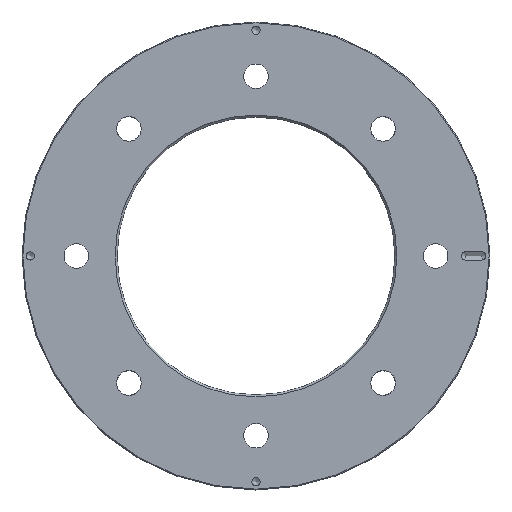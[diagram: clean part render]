
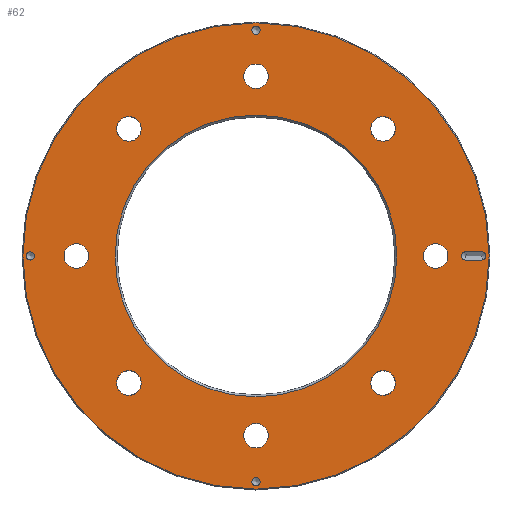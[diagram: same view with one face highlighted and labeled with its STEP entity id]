
A CAD part, top view. The second image highlights one B-rep face of the part: STEP entity #62.
In plain terms, the highlighted planar face has unit normal (0, 0, 1).
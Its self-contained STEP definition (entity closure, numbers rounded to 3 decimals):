
#62=ADVANCED_FACE('',(#111,#112,#113,#114,#115,#116,#117,#118,#119,#120,
#121,#122,#123,#124),#88,.T.);
#88=PLANE('',#450);
#94=B_SPLINE_CURVE_WITH_KNOTS('',3,(#645,#646,#647,#648),.UNSPECIFIED.,
 .F.,.F.,(4,4),(0.,1.),.UNSPECIFIED.);
#95=B_SPLINE_CURVE_WITH_KNOTS('',3,(#652,#653,#654,#655),.UNSPECIFIED.,
 .F.,.F.,(4,4),(0.,1.),.UNSPECIFIED.);
#97=LINE('',#638,#104);
#98=LINE('',#643,#105);
#104=VECTOR('',#516,1.);
#105=VECTOR('',#519,1.);
#111=FACE_BOUND('',#175,.T.);
#112=FACE_BOUND('',#176,.T.);
#113=FACE_BOUND('',#177,.T.);
#114=FACE_BOUND('',#178,.T.);
#115=FACE_BOUND('',#179,.T.);
#116=FACE_BOUND('',#180,.T.);
#117=FACE_BOUND('',#181,.T.);
#118=FACE_BOUND('',#182,.T.);
#119=FACE_BOUND('',#183,.T.);
#120=FACE_BOUND('',#184,.T.);
#121=FACE_BOUND('',#185,.T.);
#122=FACE_BOUND('',#186,.T.);
#123=FACE_BOUND('',#187,.T.);
#124=FACE_BOUND('',#188,.T.);
#175=EDGE_LOOP('',(#239));
#176=EDGE_LOOP('',(#240));
#177=EDGE_LOOP('',(#241));
#178=EDGE_LOOP('',(#242));
#179=EDGE_LOOP('',(#243));
#180=EDGE_LOOP('',(#244));
#181=EDGE_LOOP('',(#245));
#182=EDGE_LOOP('',(#246));
#183=EDGE_LOOP('',(#247));
#184=EDGE_LOOP('',(#248));
#185=EDGE_LOOP('',(#249));
#186=EDGE_LOOP('',(#250,#251,#252,#253,#254,#255));
#187=EDGE_LOOP('',(#256));
#188=EDGE_LOOP('',(#257));
#239=ORIENTED_EDGE('',*,*,#362,.T.);
#240=ORIENTED_EDGE('',*,*,#363,.T.);
#241=ORIENTED_EDGE('',*,*,#364,.T.);
#242=ORIENTED_EDGE('',*,*,#365,.T.);
#243=ORIENTED_EDGE('',*,*,#366,.T.);
#244=ORIENTED_EDGE('',*,*,#367,.T.);
#245=ORIENTED_EDGE('',*,*,#368,.T.);
#246=ORIENTED_EDGE('',*,*,#369,.T.);
#247=ORIENTED_EDGE('',*,*,#370,.T.);
#248=ORIENTED_EDGE('',*,*,#371,.T.);
#249=ORIENTED_EDGE('',*,*,#372,.T.);
#250=ORIENTED_EDGE('',*,*,#373,.F.);
#251=ORIENTED_EDGE('',*,*,#374,.T.);
#252=ORIENTED_EDGE('',*,*,#375,.T.);
#253=ORIENTED_EDGE('',*,*,#376,.T.);
#254=ORIENTED_EDGE('',*,*,#377,.T.);
#255=ORIENTED_EDGE('',*,*,#378,.T.);
#256=ORIENTED_EDGE('',*,*,#379,.T.);
#257=ORIENTED_EDGE('',*,*,#380,.T.);
#321=VERTEX_POINT('',#617);
#322=VERTEX_POINT('',#619);
#323=VERTEX_POINT('',#621);
#324=VERTEX_POINT('',#623);
#325=VERTEX_POINT('',#625);
#326=VERTEX_POINT('',#627);
#327=VERTEX_POINT('',#629);
#328=VERTEX_POINT('',#631);
#329=VERTEX_POINT('',#633);
#330=VERTEX_POINT('',#635);
#331=VERTEX_POINT('',#637);
#332=VERTEX_POINT('',#639);
#333=VERTEX_POINT('',#640);
#334=VERTEX_POINT('',#642);
#335=VERTEX_POINT('',#644);
#336=VERTEX_POINT('',#649);
#337=VERTEX_POINT('',#651);
#338=VERTEX_POINT('',#657);
#339=VERTEX_POINT('',#659);
#362=EDGE_CURVE('',#321,#321,#403,.T.);
#363=EDGE_CURVE('',#322,#322,#404,.T.);
#364=EDGE_CURVE('',#323,#323,#405,.T.);
#365=EDGE_CURVE('',#324,#324,#406,.T.);
#366=EDGE_CURVE('',#325,#325,#407,.T.);
#367=EDGE_CURVE('',#326,#326,#408,.T.);
#368=EDGE_CURVE('',#327,#327,#409,.T.);
#369=EDGE_CURVE('',#328,#328,#410,.T.);
#370=EDGE_CURVE('',#329,#329,#411,.T.);
#371=EDGE_CURVE('',#330,#330,#412,.T.);
#372=EDGE_CURVE('',#331,#331,#413,.T.);
#373=EDGE_CURVE('',#332,#333,#97,.T.);
#374=EDGE_CURVE('',#332,#334,#414,.T.);
#375=EDGE_CURVE('',#334,#335,#98,.T.);
#376=EDGE_CURVE('',#335,#336,#94,.T.);
#377=EDGE_CURVE('',#336,#337,#415,.T.);
#378=EDGE_CURVE('',#337,#333,#95,.T.);
#379=EDGE_CURVE('',#338,#338,#416,.T.);
#380=EDGE_CURVE('',#339,#339,#417,.T.);
#403=CIRCLE('',#435,1.);
#404=CIRCLE('',#436,34.5);
#405=CIRCLE('',#437,57.095);
#406=CIRCLE('',#438,3.);
#407=CIRCLE('',#439,3.);
#408=CIRCLE('',#440,3.);
#409=CIRCLE('',#441,3.);
#410=CIRCLE('',#442,3.);
#411=CIRCLE('',#443,3.);
#412=CIRCLE('',#444,3.);
#413=CIRCLE('',#445,3.);
#414=CIRCLE('',#446,1.);
#415=CIRCLE('',#447,1.);
#416=CIRCLE('',#448,1.);
#417=CIRCLE('',#449,1.);
#435=AXIS2_PLACEMENT_3D('',#616,#494,#495);
#436=AXIS2_PLACEMENT_3D('',#618,#496,#497);
#437=AXIS2_PLACEMENT_3D('',#620,#498,#499);
#438=AXIS2_PLACEMENT_3D('',#622,#500,#501);
#439=AXIS2_PLACEMENT_3D('',#624,#502,#503);
#440=AXIS2_PLACEMENT_3D('',#626,#504,#505);
#441=AXIS2_PLACEMENT_3D('',#628,#506,#507);
#442=AXIS2_PLACEMENT_3D('',#630,#508,#509);
#443=AXIS2_PLACEMENT_3D('',#632,#510,#511);
#444=AXIS2_PLACEMENT_3D('',#634,#512,#513);
#445=AXIS2_PLACEMENT_3D('',#636,#514,#515);
#446=AXIS2_PLACEMENT_3D('',#641,#517,#518);
#447=AXIS2_PLACEMENT_3D('',#650,#520,#521);
#448=AXIS2_PLACEMENT_3D('',#656,#522,#523);
#449=AXIS2_PLACEMENT_3D('',#658,#524,#525);
#450=AXIS2_PLACEMENT_3D('',#660,#526,#527);
#494=DIRECTION('',(0.,0.,-1.));
#495=DIRECTION('',(0.,-1.,0.));
#496=DIRECTION('',(0.,0.,-1.));
#497=DIRECTION('',(1.,0.,0.));
#498=DIRECTION('',(0.,0.,1.));
#499=DIRECTION('',(1.,0.,0.));
#500=DIRECTION('',(0.,0.,-1.));
#501=DIRECTION('',(-0.707,0.707,0.));
#502=DIRECTION('',(0.,0.,-1.));
#503=DIRECTION('',(0.,1.,0.));
#504=DIRECTION('',(0.,0.,-1.));
#505=DIRECTION('',(0.707,0.707,0.));
#506=DIRECTION('',(0.,0.,-1.));
#507=DIRECTION('',(1.,0.,0.));
#508=DIRECTION('',(0.,0.,-1.));
#509=DIRECTION('',(0.707,-0.707,0.));
#510=DIRECTION('',(0.,0.,-1.));
#511=DIRECTION('',(0.,-1.,0.));
#512=DIRECTION('',(0.,0.,-1.));
#513=DIRECTION('',(-0.707,-0.707,0.));
#514=DIRECTION('',(0.,0.,-1.));
#515=DIRECTION('',(-1.,0.,0.));
#516=DIRECTION('',(1.,0.,0.));
#517=DIRECTION('',(0.,0.,-1.));
#518=DIRECTION('',(-1.,0.,0.));
#519=DIRECTION('',(1.,0.,0.));
#520=DIRECTION('',(0.,0.,-1.));
#521=DIRECTION('',(-1.,0.,0.));
#522=DIRECTION('',(0.,0.,-1.));
#523=DIRECTION('',(-1.,0.,0.));
#524=DIRECTION('',(0.,0.,-1.));
#525=DIRECTION('',(1.,0.,0.));
#526=DIRECTION('',(0.,0.,1.));
#527=DIRECTION('',(1.,0.,0.));
#616=CARTESIAN_POINT('',(-55.295,0.,10.));
#617=CARTESIAN_POINT('',(-55.295,-1.,10.));
#618=CARTESIAN_POINT('',(0.,0.,10.));
#619=CARTESIAN_POINT('',(34.5,0.,10.));
#620=CARTESIAN_POINT('',(0.,0.,10.));
#621=CARTESIAN_POINT('',(57.095,0.,10.));
#622=CARTESIAN_POINT('',(31.113,-31.113,10.));
#623=CARTESIAN_POINT('',(28.991,-28.991,10.));
#624=CARTESIAN_POINT('',(0.,-44.,10.));
#625=CARTESIAN_POINT('',(0.,-41.,10.));
#626=CARTESIAN_POINT('',(-31.113,-31.113,10.));
#627=CARTESIAN_POINT('',(-28.991,-28.991,10.));
#628=CARTESIAN_POINT('',(-44.,0.,10.));
#629=CARTESIAN_POINT('',(-41.,0.,10.));
#630=CARTESIAN_POINT('',(-31.113,31.113,10.));
#631=CARTESIAN_POINT('',(-28.991,28.991,10.));
#632=CARTESIAN_POINT('',(0.,44.,10.));
#633=CARTESIAN_POINT('',(0.,41.,10.));
#634=CARTESIAN_POINT('',(31.113,31.113,10.));
#635=CARTESIAN_POINT('',(28.991,28.991,10.));
#636=CARTESIAN_POINT('',(44.,0.,10.));
#637=CARTESIAN_POINT('',(41.,0.,10.));
#638=CARTESIAN_POINT('',(51.3,-1.,10.));
#639=CARTESIAN_POINT('',(51.3,-1.,10.));
#640=CARTESIAN_POINT('',(55.295,-1.,10.));
#641=CARTESIAN_POINT('',(51.295,0.,10.));
#642=CARTESIAN_POINT('',(51.3,1.,10.));
#643=CARTESIAN_POINT('',(51.3,1.,10.));
#644=CARTESIAN_POINT('',(55.295,1.,10.));
#645=CARTESIAN_POINT('',(55.295,1.,10.));
#646=CARTESIAN_POINT('',(55.297,1.,10.));
#647=CARTESIAN_POINT('',(55.298,1.,10.));
#648=CARTESIAN_POINT('',(55.3,1.,10.));
#649=CARTESIAN_POINT('',(55.3,1.,10.));
#650=CARTESIAN_POINT('',(55.295,0.,10.));
#651=CARTESIAN_POINT('',(55.3,-1.,10.));
#652=CARTESIAN_POINT('',(55.3,-1.,10.));
#653=CARTESIAN_POINT('',(55.298,-1.,10.));
#654=CARTESIAN_POINT('',(55.297,-1.,10.));
#655=CARTESIAN_POINT('',(55.295,-1.,10.));
#656=CARTESIAN_POINT('',(0.,55.295,10.));
#657=CARTESIAN_POINT('',(-1.,55.295,10.));
#658=CARTESIAN_POINT('',(0.,-55.295,10.));
#659=CARTESIAN_POINT('',(1.,-55.295,10.));
#660=CARTESIAN_POINT('',(0.,0.,10.));
